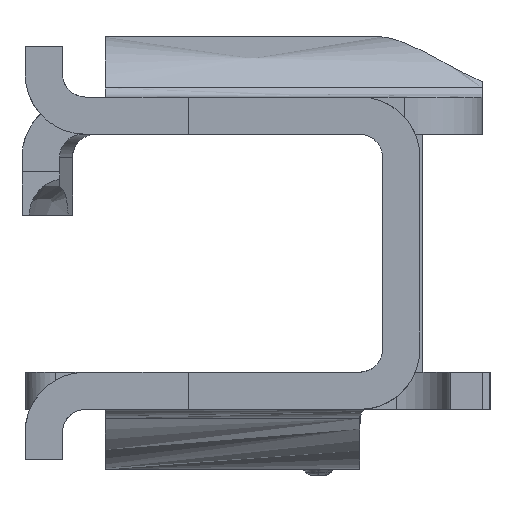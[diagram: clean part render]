
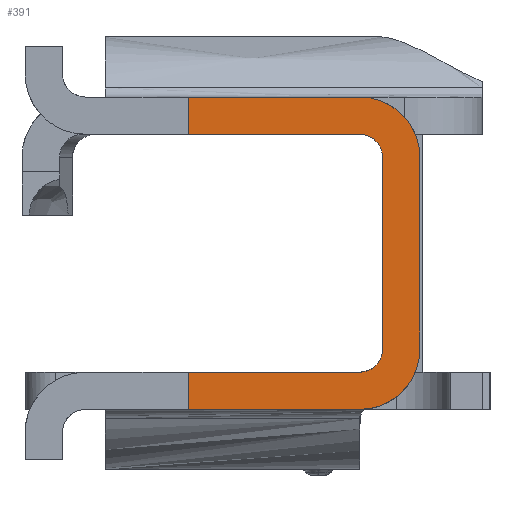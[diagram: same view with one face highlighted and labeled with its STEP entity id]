
A CAD part, left-side view. The second image highlights one B-rep face of the part: STEP entity #391.
In plain terms, the highlighted planar face has unit normal (-1, 0, 0).
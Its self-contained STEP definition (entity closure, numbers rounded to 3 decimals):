
#29 = VERTEX_POINT ( 'NONE', #6796 ) ;
#30 = ORIENTED_EDGE ( 'NONE', *, *, #365, .F. ) ;
#45 = ORIENTED_EDGE ( 'NONE', *, *, #11186, .T. ) ;
#160 = CIRCLE ( 'NONE', #6733, 3.175 ) ;
#365 = EDGE_CURVE ( 'NONE', #9542, #9072, #160, .T. ) ;
#391 = ADVANCED_FACE ( 'NONE', ( #2184 ), #10182, .T. ) ;
#398 = VERTEX_POINT ( 'NONE', #11107 ) ;
#438 = EDGE_CURVE ( 'NONE', #10121, #3527, #5966, .T. ) ;
#723 = VECTOR ( 'NONE', #9860, 1000. ) ;
#777 = ORIENTED_EDGE ( 'NONE', *, *, #4158, .T. ) ;
#817 = CARTESIAN_POINT ( 'NONE',  ( -11.5, 5.313, -6.261 ) ) ;
#925 = AXIS2_PLACEMENT_3D ( 'NONE', #4794, #10876, #5651 ) ;
#1023 = DIRECTION ( 'NONE',  ( 1., 0., 0. ) ) ;
#1294 = AXIS2_PLACEMENT_3D ( 'NONE', #6345, #4734, #5583 ) ;
#1357 = VERTEX_POINT ( 'NONE', #1975 ) ;
#1604 = LINE ( 'NONE', #3461, #5926 ) ;
#1735 = EDGE_CURVE ( 'NONE', #29, #398, #8170, .T. ) ;
#1738 = CARTESIAN_POINT ( 'NONE',  ( -11.5, -4.909, 5.042 ) ) ;
#1775 = ORIENTED_EDGE ( 'NONE', *, *, #5423, .T. ) ;
#1975 = CARTESIAN_POINT ( 'NONE',  ( -11.5, -3.689, -6.261 ) ) ;
#1979 = VECTOR ( 'NONE', #6607, 1000. ) ;
#2184 = FACE_OUTER_BOUND ( 'NONE', #6322, .T. ) ;
#2211 = LINE ( 'NONE', #8837, #10914 ) ;
#2362 = EDGE_CURVE ( 'NONE', #7141, #9405, #3339, .T. ) ;
#2589 = DIRECTION ( 'NONE',  ( 0., -1., 0. ) ) ;
#2597 = DIRECTION ( 'NONE',  ( 0., -1., 0. ) ) ;
#2780 = VERTEX_POINT ( 'NONE', #9763 ) ;
#2829 = VECTOR ( 'NONE', #2589, 1000. ) ;
#2877 = VERTEX_POINT ( 'NONE', #8235 ) ;
#3339 = LINE ( 'NONE', #5709, #1979 ) ;
#3461 = CARTESIAN_POINT ( 'NONE',  ( -11.5, 0.542, 8.217 ) ) ;
#3527 = VERTEX_POINT ( 'NONE', #8518 ) ;
#3630 = CARTESIAN_POINT ( 'NONE',  ( -11.5, -3.689, 6.261 ) ) ;
#3765 = CARTESIAN_POINT ( 'NONE',  ( -11.5, -4.909, 0. ) ) ;
#4004 = DIRECTION ( 'NONE',  ( 0., 1., 0. ) ) ;
#4030 = EDGE_CURVE ( 'NONE', #9232, #2780, #5317, .T. ) ;
#4158 = EDGE_CURVE ( 'NONE', #398, #9072, #10648, .T. ) ;
#4421 = CIRCLE ( 'NONE', #925, 1.219 ) ;
#4734 = DIRECTION ( 'NONE',  ( -1., 0., 0. ) ) ;
#4794 = CARTESIAN_POINT ( 'NONE',  ( -11.5, -3.689, 5.042 ) ) ;
#4876 = ORIENTED_EDGE ( 'NONE', *, *, #1735, .T. ) ;
#4932 = CARTESIAN_POINT ( 'NONE',  ( -11.5, -6.864, 5.042 ) ) ;
#5031 = LINE ( 'NONE', #817, #7366 ) ;
#5169 = CARTESIAN_POINT ( 'NONE',  ( -11.5, 5.313, 6.261 ) ) ;
#5317 = LINE ( 'NONE', #3765, #723 ) ;
#5423 = EDGE_CURVE ( 'NONE', #3527, #29, #9493, .T. ) ;
#5583 = DIRECTION ( 'NONE',  ( 0., -1., 0. ) ) ;
#5630 = ORIENTED_EDGE ( 'NONE', *, *, #2362, .T. ) ;
#5651 = DIRECTION ( 'NONE',  ( 0., 1., 0. ) ) ;
#5694 = VECTOR ( 'NONE', #6817, 1000. ) ;
#5709 = CARTESIAN_POINT ( 'NONE',  ( -11.5, 5.313, 6.261 ) ) ;
#5880 = DIRECTION ( 'NONE',  ( 1., 0., 0. ) ) ;
#5926 = VECTOR ( 'NONE', #2597, 1000. ) ;
#5966 = LINE ( 'NONE', #6531, #5694 ) ;
#6020 = DIRECTION ( 'NONE',  ( 0., 1., 0. ) ) ;
#6059 = ORIENTED_EDGE ( 'NONE', *, *, #6333, .T. ) ;
#6074 = CARTESIAN_POINT ( 'NONE',  ( -11.5, -3.689, 5.042 ) ) ;
#6203 = CARTESIAN_POINT ( 'NONE',  ( -11.5, -3.689, -5.042 ) ) ;
#6322 = EDGE_LOOP ( 'NONE', ( #9113, #1775, #4876, #777, #30, #7483, #11247, #5630, #6059, #6661, #6522, #45 ) ) ;
#6333 = EDGE_CURVE ( 'NONE', #9405, #9232, #4421, .T. ) ;
#6345 = CARTESIAN_POINT ( 'NONE',  ( -11.5, 5.313, 0. ) ) ;
#6412 = CARTESIAN_POINT ( 'NONE',  ( -11.5, -3.689, 8.217 ) ) ;
#6474 = DIRECTION ( 'NONE',  ( -1., 0., 0. ) ) ;
#6518 = AXIS2_PLACEMENT_3D ( 'NONE', #6203, #1023, #7103 ) ;
#6522 = ORIENTED_EDGE ( 'NONE', *, *, #9373, .T. ) ;
#6531 = CARTESIAN_POINT ( 'NONE',  ( -11.5, 5.313, 0. ) ) ;
#6607 = DIRECTION ( 'NONE',  ( 0., -1., 0. ) ) ;
#6661 = ORIENTED_EDGE ( 'NONE', *, *, #4030, .T. ) ;
#6733 = AXIS2_PLACEMENT_3D ( 'NONE', #6074, #5880, #11087 ) ;
#6751 = AXIS2_PLACEMENT_3D ( 'NONE', #10022, #6474, #4004 ) ;
#6796 = CARTESIAN_POINT ( 'NONE',  ( -11.5, -3.689, -8.217 ) ) ;
#6817 = DIRECTION ( 'NONE',  ( 0., 0., -1. ) ) ;
#6832 = CIRCLE ( 'NONE', #6518, 1.219 ) ;
#6915 = CARTESIAN_POINT ( 'NONE',  ( -11.5, 5.313, -8.217 ) ) ;
#7103 = DIRECTION ( 'NONE',  ( 0., 1., 0. ) ) ;
#7141 = VERTEX_POINT ( 'NONE', #5169 ) ;
#7343 = DIRECTION ( 'NONE',  ( 0., 0., 1. ) ) ;
#7366 = VECTOR ( 'NONE', #6020, 1000. ) ;
#7483 = ORIENTED_EDGE ( 'NONE', *, *, #7684, .F. ) ;
#7684 = EDGE_CURVE ( 'NONE', #2877, #9542, #1604, .T. ) ;
#8170 = CIRCLE ( 'NONE', #6751, 3.175 ) ;
#8235 = CARTESIAN_POINT ( 'NONE',  ( -11.5, 5.313, 8.217 ) ) ;
#8328 = VECTOR ( 'NONE', #7343, 1000. ) ;
#8518 = CARTESIAN_POINT ( 'NONE',  ( -11.5, 5.313, -8.217 ) ) ;
#8661 = CARTESIAN_POINT ( 'NONE',  ( -11.5, 5.313, -6.261 ) ) ;
#8837 = CARTESIAN_POINT ( 'NONE',  ( -11.5, 5.313, 0. ) ) ;
#9072 = VERTEX_POINT ( 'NONE', #4932 ) ;
#9113 = ORIENTED_EDGE ( 'NONE', *, *, #438, .T. ) ;
#9232 = VERTEX_POINT ( 'NONE', #1738 ) ;
#9373 = EDGE_CURVE ( 'NONE', #2780, #1357, #6832, .T. ) ;
#9405 = VERTEX_POINT ( 'NONE', #3630 ) ;
#9417 = EDGE_CURVE ( 'NONE', #2877, #7141, #2211, .T. ) ;
#9493 = LINE ( 'NONE', #6915, #2829 ) ;
#9542 = VERTEX_POINT ( 'NONE', #6412 ) ;
#9734 = DIRECTION ( 'NONE',  ( 0., 0., -1. ) ) ;
#9763 = CARTESIAN_POINT ( 'NONE',  ( -11.5, -4.909, -5.042 ) ) ;
#9860 = DIRECTION ( 'NONE',  ( 0., 0., -1. ) ) ;
#9968 = CARTESIAN_POINT ( 'NONE',  ( -11.5, -6.864, 0. ) ) ;
#10022 = CARTESIAN_POINT ( 'NONE',  ( -11.5, -3.689, -5.042 ) ) ;
#10121 = VERTEX_POINT ( 'NONE', #8661 ) ;
#10182 = PLANE ( 'NONE',  #1294 ) ;
#10648 = LINE ( 'NONE', #9968, #8328 ) ;
#10876 = DIRECTION ( 'NONE',  ( 1., 0., 0. ) ) ;
#10914 = VECTOR ( 'NONE', #9734, 1000. ) ;
#11087 = DIRECTION ( 'NONE',  ( 0., -1., 0. ) ) ;
#11107 = CARTESIAN_POINT ( 'NONE',  ( -11.5, -6.864, -5.042 ) ) ;
#11186 = EDGE_CURVE ( 'NONE', #1357, #10121, #5031, .T. ) ;
#11247 = ORIENTED_EDGE ( 'NONE', *, *, #9417, .T. ) ;
